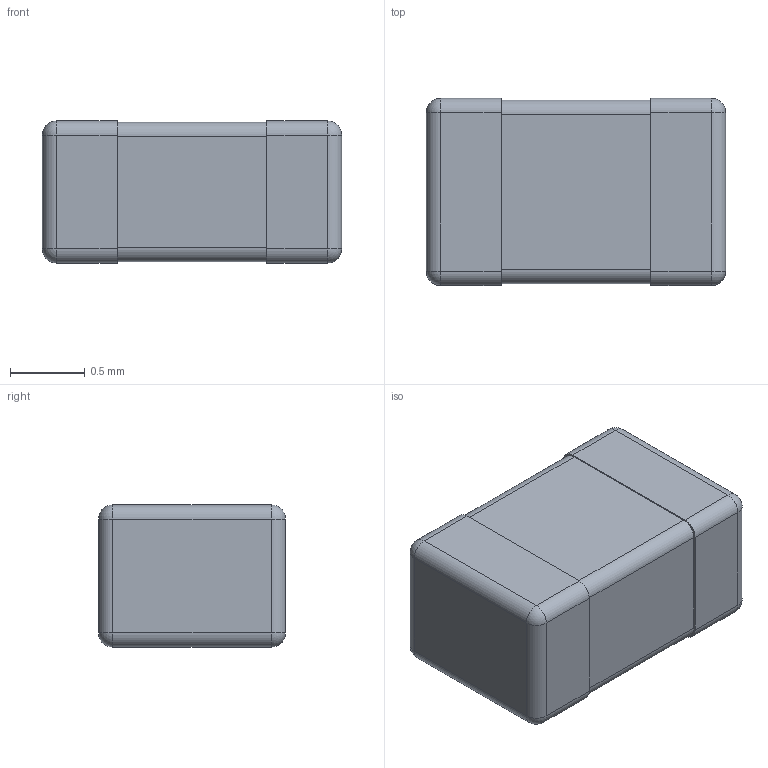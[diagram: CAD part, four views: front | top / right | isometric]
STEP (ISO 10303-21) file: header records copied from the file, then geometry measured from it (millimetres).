
FILE_DESCRIPTION (( 'STEP AP214' ), '1' );
FILE_NAME ('C0805.STEP', '2023-03-23T02:56:02', ( '' ), ( '' ), 'SwSTEP 2.0', 'SolidWorks 2019', '' );
FILE_SCHEMA (( 'AUTOMOTIVE_DESIGN' ));
Length unit declared in the file: millimetre
Products named in the file (5): C0805; Fillet2.stp; body2.stp; Fillet1.stp; 1069226.stp
Assembly tree (4 placements, depth 3):
  C0805
    1069226.stp
      Fillet1.stp
      Fillet2.stp
      body2.stp
Bounding box: 2 x 1.25 x 0.95 mm (x, y, z)
Volume: 2.3 mm3; surface area: 15 mm2
Topology: 3 solids, 3 shells, 46 faces, 104 edges, 56 vertices
Faces by surface type: cylinder 20, plane 18, sphere 8
Entity records: 1388 total; most frequent: DIRECTION 244, CARTESIAN_POINT 206, ORIENTED_EDGE 192, EDGE_CURVE 96, AXIS2_PLACEMENT_3D 94, VERTEX_POINT 56, VECTOR 56, LINE 56
